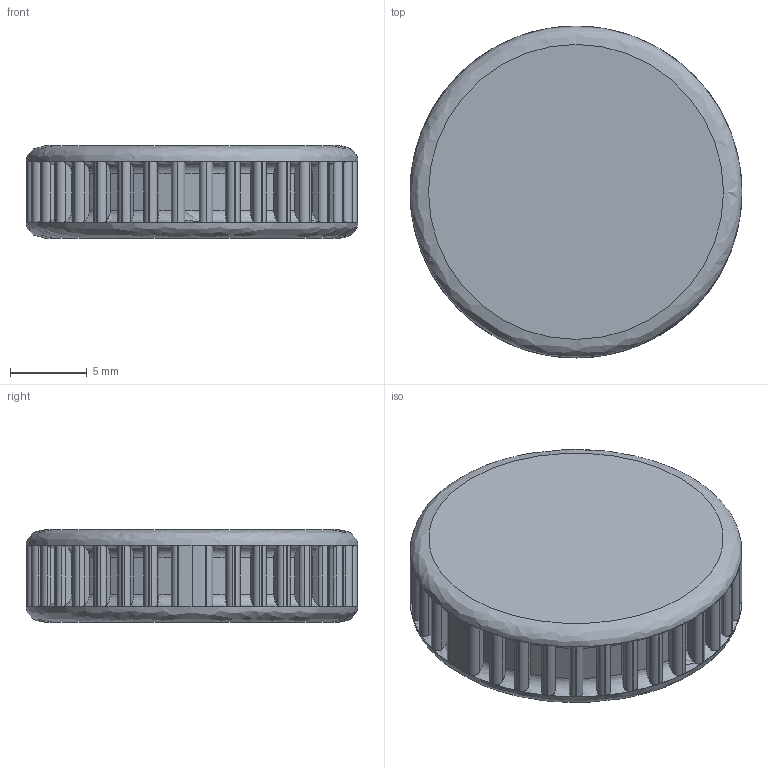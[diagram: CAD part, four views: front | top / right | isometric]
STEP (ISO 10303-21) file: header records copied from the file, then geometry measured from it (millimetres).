
FILE_DESCRIPTION(('HOOPS Exchange Step'),'2;1');
FILE_NAME('temp_export','2024-01-19T14:19:31-05:00',('jscotto'),('Shapr3D Limited'),'HOOPS Exchange 2023.2','Shapr3D','Authorized');
FILE_SCHEMA( ('AUTOMOTIVE_DESIGN { 1 0 10303 214 1 1 1 1 }') );
Length unit declared in the file: millimetre
Products named in the file (2): B; Top
Assembly tree (1 placements, depth 2):
  Top
    B
Bounding box: 21.6 x 21.6 x 6 mm (x, y, z)
Volume: 1983.3 mm3; surface area: 2819.4 mm2
Topology: 3 solids, 3 shells, 330 faces, 961 edges, 645 vertices
Faces by surface type: cylinder 128, plane 122, extrusion 72, bspline 8
Entity records: 17124 total; most frequent: CARTESIAN_POINT 9617, ORIENTED_EDGE 1922, DIRECTION 1042, EDGE_CURVE 961, VERTEX_POINT 645, B_SPLINE_CURVE_WITH_KNOTS 425, VECTOR 386, EDGE_LOOP 346
